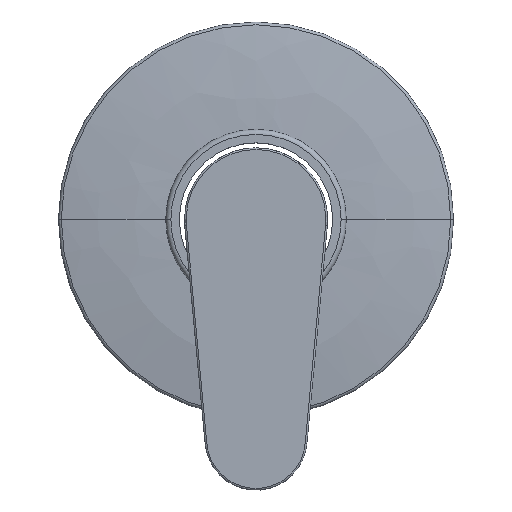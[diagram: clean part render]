
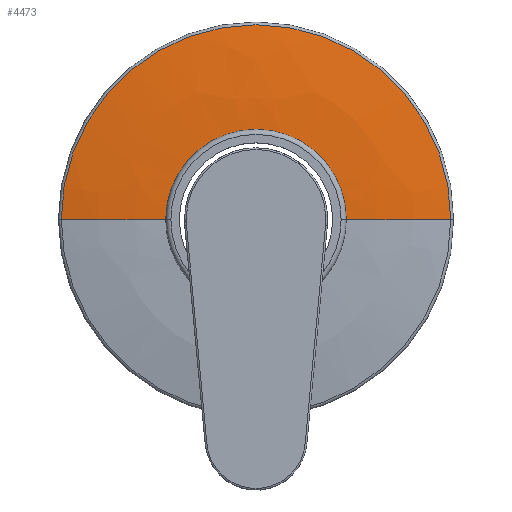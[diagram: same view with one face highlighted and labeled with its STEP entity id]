
A CAD part, top view. The second image highlights one B-rep face of the part: STEP entity #4473.
In plain terms, the highlighted free-form (B-spline) face has degree [3, 3] with [7, 4] control points.
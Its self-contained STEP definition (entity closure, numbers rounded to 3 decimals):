
#4112=CARTESIAN_POINT('',(0.,0.,-4.5));
#4113=DIRECTION('',(0.,0.,-1.));
#4114=DIRECTION('',(-1.,0.,0.));
#4115=AXIS2_PLACEMENT_3D('',#4112,#4113,#4114);
#4117=CARTESIAN_POINT('',(0.,0.,-7.351));
#4118=DIRECTION('',(0.,0.,1.));
#4119=DIRECTION('',(1.,0.,0.));
#4120=AXIS2_PLACEMENT_3D('',#4117,#4118,#4119);
#4137=CARTESIAN_POINT('',(-25.,0.,-187.5));
#4138=DIRECTION('',(0.,1.,0.));
#4139=DIRECTION('',(-0.176,0.,0.984));
#4140=AXIS2_PLACEMENT_3D('',#4137,#4138,#4139);
#4142=CARTESIAN_POINT('',(25.,0.,-187.5));
#4143=DIRECTION('',(0.,-1.,0.));
#4144=DIRECTION('',(0.176,0.,0.984));
#4145=AXIS2_PLACEMENT_3D('',#4142,#4143,#4144);
#4185=CARTESIAN_POINT('',(-25.,0.,-4.5));
#4187=VERTEX_POINT('',#4185);
#4189=CARTESIAN_POINT('',(25.,0.,-4.5));
#4191=VERTEX_POINT('',#4189);
#4201=CARTESIAN_POINT('',(-57.176,0.,-7.351));
#4202=CARTESIAN_POINT('',(57.176,0.,
-7.351));
#4203=VERTEX_POINT('',#4201);
#4204=VERTEX_POINT('',#4202);
#4435=CARTESIAN_POINT('',(-24.305,-1.529,
-4.501));
#4436=CARTESIAN_POINT('',(-35.511,-2.234,
-4.461));
#4437=CARTESIAN_POINT('',(-46.674,-2.936,
-5.452));
#4438=CARTESIAN_POINT('',(-57.698,-3.63,
-7.466));
#4439=CARTESIAN_POINT('',(-25.246,13.428,
-4.501));
#4440=CARTESIAN_POINT('',(-36.886,19.619,
-4.461));
#4441=CARTESIAN_POINT('',(-48.481,25.786,
-5.452));
#4442=CARTESIAN_POINT('',(-59.932,31.877,
-7.466));
#4443=CARTESIAN_POINT('',(-14.987,24.353,
-4.501));
#4444=CARTESIAN_POINT('',(-21.897,35.581,
-4.461));
#4445=CARTESIAN_POINT('',(-28.78,46.766,
-5.452));
#4446=CARTESIAN_POINT('',(-35.578,57.812,
-7.466));
#4447=CARTESIAN_POINT('',(0.,24.353,-4.501));
#4448=CARTESIAN_POINT('',(0.,35.581,-4.461));
#4449=CARTESIAN_POINT('',(0.,46.766,-5.452));
#4450=CARTESIAN_POINT('',(0.,57.812,
-7.466));
#4451=CARTESIAN_POINT('',(14.987,24.353,-4.501));
#4452=CARTESIAN_POINT('',(21.897,35.581,-4.461));
#4453=CARTESIAN_POINT('',(28.78,46.766,-5.452));
#4454=CARTESIAN_POINT('',(35.578,57.812,-7.466));
#4455=CARTESIAN_POINT('',(25.246,13.428,-4.501));
#4456=CARTESIAN_POINT('',(36.886,19.619,-4.461));
#4457=CARTESIAN_POINT('',(48.481,25.786,-5.452));
#4458=CARTESIAN_POINT('',(59.932,31.877,-7.466));
#4459=CARTESIAN_POINT('',(24.305,-1.529,
-4.501));
#4460=CARTESIAN_POINT('',(35.511,-2.234,
-4.461));
#4461=CARTESIAN_POINT('',(46.674,-2.936,
-5.452));
#4462=CARTESIAN_POINT('',(57.698,-3.63,
-7.466));
#4463=(BOUNDED_SURFACE()B_SPLINE_SURFACE(3,3,((#4435,#4436,#4437,#4438),(#4439,
#4440,#4441,#4442),(#4443,#4444,#4445,#4446),(#4447,#4448,#4449,#4450),(#4451,
#4452,#4453,#4454),(#4455,#4456,#4457,#4458),(#4459,#4460,#4461,#4462)),
.UNSPECIFIED.,.F.,.F.,.F.)B_SPLINE_SURFACE_WITH_KNOTS((4,3,4),(4,4),(0.,1.,
2.),(0.,1.),.UNSPECIFIED.)GEOMETRIC_REPRESENTATION_ITEM()RATIONAL_B_SPLINE_SURFACE(((1.19,1.186,1.186,1.19),(
0.94,0.937,0.937,0.94),(
0.94,0.937,0.937,0.94),(
1.19,1.186,1.186,1.19),(
0.94,0.937,0.937,0.94),(
0.94,0.937,0.937,0.94),(
1.19,1.186,1.186,1.19)))REPRESENTATION_ITEM('')SURFACE());
#4465=ORIENTED_EDGE('',*,*,#4464,.F.);
#4467=ORIENTED_EDGE('',*,*,#4466,.T.);
#4468=ORIENTED_EDGE('',*,*,#4421,.F.);
#4470=ORIENTED_EDGE('',*,*,#4469,.F.);
#4471=EDGE_LOOP('',(#4465,#4467,#4468,#4470));
#4472=FACE_OUTER_BOUND('',#4471,.F.);
#4473=ADVANCED_FACE('',(#4472),#4463,.T.);
#4116=CIRCLE('',#4115,25.);
#4121=CIRCLE('',#4120,57.176);
#4141=CIRCLE('',#4140,183.);
#4146=CIRCLE('',#4145,183.);
#4421=EDGE_CURVE('',#4187,#4191,#4116,.T.);
#4464=EDGE_CURVE('',#4204,#4203,#4121,.T.);
#4466=EDGE_CURVE('',#4204,#4191,#4146,.T.);
#4469=EDGE_CURVE('',#4203,#4187,#4141,.T.);
